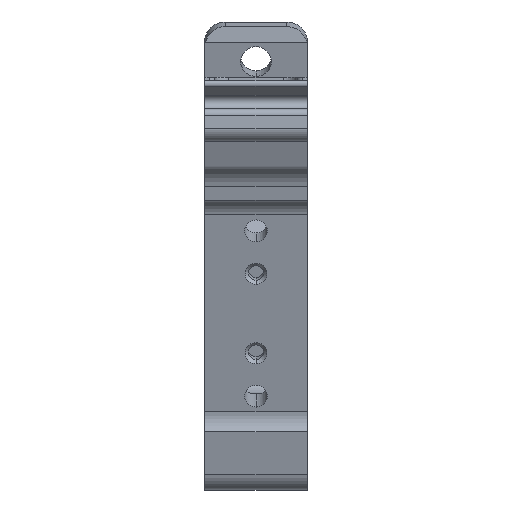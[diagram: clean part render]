
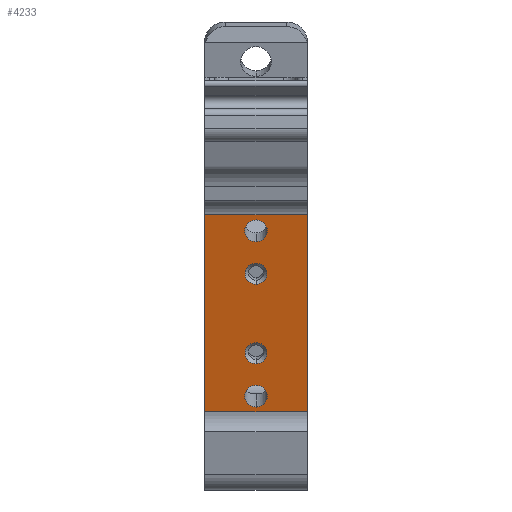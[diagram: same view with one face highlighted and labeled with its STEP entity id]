
A CAD part, front view. The second image highlights one B-rep face of the part: STEP entity #4233.
In plain terms, the highlighted planar face has unit normal (0, -0.966, -0.259).
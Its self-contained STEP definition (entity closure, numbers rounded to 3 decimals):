
#27 = VERTEX_POINT ( 'NONE', #1563 ) ;
#63 = DIRECTION ( 'NONE',  ( 0., 0.259, -0.966 ) ) ;
#77 = CARTESIAN_POINT ( 'NONE',  ( 7.5, 13.459, -44.433 ) ) ;
#120 = CARTESIAN_POINT ( 'NONE',  ( 0., 6.794, -19.558 ) ) ;
#127 = EDGE_CURVE ( 'NONE', #5419, #4048, #4849, .T. ) ;
#202 = ORIENTED_EDGE ( 'NONE', *, *, #2416, .F. ) ;
#215 = ORIENTED_EDGE ( 'NONE', *, *, #7083, .F. ) ;
#223 = DIRECTION ( 'NONE',  ( 0., -0.259, 0.966 ) ) ;
#256 = DIRECTION ( 'NONE',  ( 0., -0.966, -0.259 ) ) ;
#314 = VECTOR ( 'NONE', #4369, 1000. ) ;
#436 = VERTEX_POINT ( 'NONE', #6122 ) ;
#457 = AXIS2_PLACEMENT_3D ( 'NONE', #4015, #5907, #2013 ) ;
#667 = CARTESIAN_POINT ( 'NONE',  ( -7.5, 13.459, -44.433 ) ) ;
#706 = DIRECTION ( 'NONE',  ( 0., -0.966, -0.259 ) ) ;
#816 = CARTESIAN_POINT ( 'NONE',  ( 0., 12.41, -40.519 ) ) ;
#924 = CIRCLE ( 'NONE', #7068, 1.65 ) ;
#1151 = VERTEX_POINT ( 'NONE', #2826 ) ;
#1212 = AXIS2_PLACEMENT_3D ( 'NONE', #4856, #1598, #5421 ) ;
#1335 = LINE ( 'NONE', #5493, #4300 ) ;
#1353 = CIRCLE ( 'NONE', #1212, 1.6 ) ;
#1379 = VERTEX_POINT ( 'NONE', #2803 ) ;
#1398 = AXIS2_PLACEMENT_3D ( 'NONE', #1969, #6614, #4613 ) ;
#1447 = FACE_BOUND ( 'NONE', #5256, .T. ) ;
#1563 = CARTESIAN_POINT ( 'NONE',  ( 0., 7.635, -22.697 ) ) ;
#1598 = DIRECTION ( 'NONE',  ( 0., -0.966, -0.259 ) ) ;
#1619 = CIRCLE ( 'NONE', #3428, 1.6 ) ;
#1687 = EDGE_CURVE ( 'NONE', #3619, #6630, #6850, .T. ) ;
#1699 = CIRCLE ( 'NONE', #3819, 1.65 ) ;
#1720 = EDGE_CURVE ( 'NONE', #5572, #2921, #1335, .T. ) ;
#1731 = VERTEX_POINT ( 'NONE', #2138 ) ;
#1768 = LINE ( 'NONE', #6559, #314 ) ;
#1769 = DIRECTION ( 'NONE',  ( 0., 0.259, -0.966 ) ) ;
#1897 = CIRCLE ( 'NONE', #6792, 1.65 ) ;
#1969 = CARTESIAN_POINT ( 'NONE',  ( 0., 11.155, -35.834 ) ) ;
#2013 = DIRECTION ( 'NONE',  ( 0., 0.259, -0.966 ) ) ;
#2073 = ORIENTED_EDGE ( 'NONE', *, *, #6378, .F. ) ;
#2079 = PLANE ( 'NONE',  #3736 ) ;
#2138 = CARTESIAN_POINT ( 'NONE',  ( 0., 13.264, -43.706 ) ) ;
#2160 = ORIENTED_EDGE ( 'NONE', *, *, #2747, .F. ) ;
#2262 = VERTEX_POINT ( 'NONE', #816 ) ;
#2276 = DIRECTION ( 'NONE',  ( 0., -0.966, -0.259 ) ) ;
#2299 = CARTESIAN_POINT ( 'NONE',  ( -27.27, 5.745, -15.644 ) ) ;
#2332 = CARTESIAN_POINT ( 'NONE',  ( 0., 11.155, -35.834 ) ) ;
#2392 = EDGE_CURVE ( 'NONE', #2262, #1731, #924, .T. ) ;
#2397 = CARTESIAN_POINT ( 'NONE',  ( -7.5, 5.745, -15.644 ) ) ;
#2416 = EDGE_CURVE ( 'NONE', #1151, #1379, #2451, .T. ) ;
#2451 = CIRCLE ( 'NONE', #1398, 1.6 ) ;
#2502 = EDGE_LOOP ( 'NONE', ( #6626, #202 ) ) ;
#2715 = EDGE_CURVE ( 'NONE', #1379, #1151, #1619, .T. ) ;
#2747 = EDGE_CURVE ( 'NONE', #1731, #2262, #1699, .T. ) ;
#2798 = CARTESIAN_POINT ( 'NONE',  ( 0., 5.939, -16.371 ) ) ;
#2803 = CARTESIAN_POINT ( 'NONE',  ( 0., 11.569, -37.379 ) ) ;
#2826 = CARTESIAN_POINT ( 'NONE',  ( 0., 10.74, -34.289 ) ) ;
#2841 = ORIENTED_EDGE ( 'NONE', *, *, #1687, .F. ) ;
#2921 = VERTEX_POINT ( 'NONE', #77 ) ;
#2964 = VECTOR ( 'NONE', #4503, 1000. ) ;
#3138 = DIRECTION ( 'NONE',  ( 0., 0.966, 0.259 ) ) ;
#3150 = DIRECTION ( 'NONE',  ( 0., 0.259, -0.966 ) ) ;
#3211 = FACE_BOUND ( 'NONE', #6123, .T. ) ;
#3262 = CIRCLE ( 'NONE', #4448, 1.6 ) ;
#3304 = DIRECTION ( 'NONE',  ( 0., -0.966, -0.259 ) ) ;
#3375 = FACE_BOUND ( 'NONE', #6375, .T. ) ;
#3390 = EDGE_CURVE ( 'NONE', #436, #27, #1353, .T. ) ;
#3403 = CARTESIAN_POINT ( 'NONE',  ( 0., 12.837, -42.113 ) ) ;
#3428 = AXIS2_PLACEMENT_3D ( 'NONE', #2332, #6160, #1769 ) ;
#3431 = ORIENTED_EDGE ( 'NONE', *, *, #1720, .F. ) ;
#3485 = CARTESIAN_POINT ( 'NONE',  ( 7.5, 5.745, -15.644 ) ) ;
#3619 = VERTEX_POINT ( 'NONE', #120 ) ;
#3668 = CARTESIAN_POINT ( 'NONE',  ( -7.5, 5.072, -13.135 ) ) ;
#3736 = AXIS2_PLACEMENT_3D ( 'NONE', #3668, #3138, #7025 ) ;
#3811 = LINE ( 'NONE', #2299, #2964 ) ;
#3819 = AXIS2_PLACEMENT_3D ( 'NONE', #3403, #706, #4465 ) ;
#4015 = CARTESIAN_POINT ( 'NONE',  ( 0., 6.366, -17.964 ) ) ;
#4048 = VERTEX_POINT ( 'NONE', #2397 ) ;
#4088 = FACE_OUTER_BOUND ( 'NONE', #4658, .T. ) ;
#4233 = ADVANCED_FACE ( 'NONE', ( #1447, #5802, #3211, #3375, #4088 ), #2079, .F. ) ;
#4300 = VECTOR ( 'NONE', #3150, 1000. ) ;
#4346 = VECTOR ( 'NONE', #223, 1000. ) ;
#4369 = DIRECTION ( 'NONE',  ( -1., 0., 0. ) ) ;
#4448 = AXIS2_PLACEMENT_3D ( 'NONE', #6627, #3304, #63 ) ;
#4465 = DIRECTION ( 'NONE',  ( 0., 0.259, -0.966 ) ) ;
#4503 = DIRECTION ( 'NONE',  ( -1., 0., 0. ) ) ;
#4613 = DIRECTION ( 'NONE',  ( 0., 0.259, -0.966 ) ) ;
#4658 = EDGE_LOOP ( 'NONE', ( #5411, #5550, #2073, #3431 ) ) ;
#4825 = ORIENTED_EDGE ( 'NONE', *, *, #2392, .F. ) ;
#4849 = LINE ( 'NONE', #6218, #4346 ) ;
#4856 = CARTESIAN_POINT ( 'NONE',  ( 0., 8.049, -24.243 ) ) ;
#4871 = EDGE_CURVE ( 'NONE', #6630, #3619, #1897, .T. ) ;
#4913 = EDGE_CURVE ( 'NONE', #5572, #4048, #3811, .T. ) ;
#5256 = EDGE_LOOP ( 'NONE', ( #5691, #215 ) ) ;
#5411 = ORIENTED_EDGE ( 'NONE', *, *, #4913, .T. ) ;
#5419 = VERTEX_POINT ( 'NONE', #667 ) ;
#5421 = DIRECTION ( 'NONE',  ( 0., 0.259, -0.966 ) ) ;
#5493 = CARTESIAN_POINT ( 'NONE',  ( 7.5, 5.072, -13.135 ) ) ;
#5550 = ORIENTED_EDGE ( 'NONE', *, *, #127, .F. ) ;
#5569 = CARTESIAN_POINT ( 'NONE',  ( 0., 6.366, -17.964 ) ) ;
#5572 = VERTEX_POINT ( 'NONE', #3485 ) ;
#5691 = ORIENTED_EDGE ( 'NONE', *, *, #3390, .F. ) ;
#5722 = DIRECTION ( 'NONE',  ( 0., 0.259, -0.966 ) ) ;
#5802 = FACE_BOUND ( 'NONE', #2502, .T. ) ;
#5907 = DIRECTION ( 'NONE',  ( 0., -0.966, -0.259 ) ) ;
#6093 = DIRECTION ( 'NONE',  ( 0., 0.259, -0.966 ) ) ;
#6122 = CARTESIAN_POINT ( 'NONE',  ( 0., 8.463, -25.788 ) ) ;
#6123 = EDGE_LOOP ( 'NONE', ( #2841, #6662 ) ) ;
#6160 = DIRECTION ( 'NONE',  ( 0., -0.966, -0.259 ) ) ;
#6218 = CARTESIAN_POINT ( 'NONE',  ( -7.5, 13.459, -44.433 ) ) ;
#6362 = CARTESIAN_POINT ( 'NONE',  ( 0., 12.837, -42.113 ) ) ;
#6375 = EDGE_LOOP ( 'NONE', ( #2160, #4825 ) ) ;
#6378 = EDGE_CURVE ( 'NONE', #2921, #5419, #1768, .T. ) ;
#6559 = CARTESIAN_POINT ( 'NONE',  ( -7.5, 13.459, -44.433 ) ) ;
#6614 = DIRECTION ( 'NONE',  ( 0., -0.966, -0.259 ) ) ;
#6626 = ORIENTED_EDGE ( 'NONE', *, *, #2715, .F. ) ;
#6627 = CARTESIAN_POINT ( 'NONE',  ( 0., 8.049, -24.243 ) ) ;
#6630 = VERTEX_POINT ( 'NONE', #2798 ) ;
#6662 = ORIENTED_EDGE ( 'NONE', *, *, #4871, .F. ) ;
#6792 = AXIS2_PLACEMENT_3D ( 'NONE', #5569, #2276, #6093 ) ;
#6850 = CIRCLE ( 'NONE', #457, 1.65 ) ;
#7025 = DIRECTION ( 'NONE',  ( 0., -0.259, 0.966 ) ) ;
#7068 = AXIS2_PLACEMENT_3D ( 'NONE', #6362, #256, #5722 ) ;
#7083 = EDGE_CURVE ( 'NONE', #27, #436, #3262, .T. ) ;
